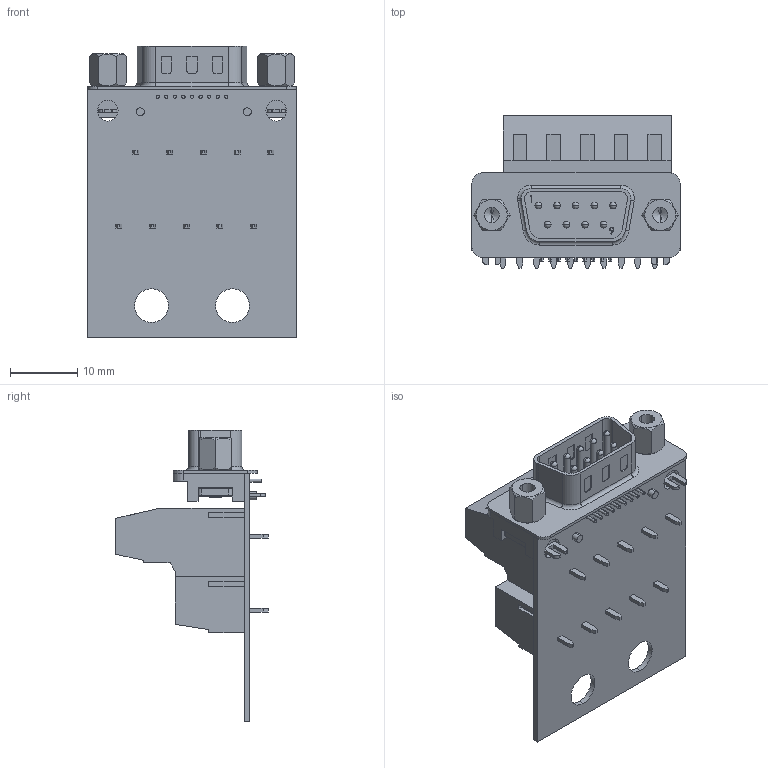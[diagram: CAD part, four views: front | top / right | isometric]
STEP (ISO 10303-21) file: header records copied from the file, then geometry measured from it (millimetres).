
FILE_DESCRIPTION (( 'STEP AP214' ), '1' );
FILE_NAME ('FMCN45980_3D.step', '2023-10-04T16:30:32', ( '' ), ( '' ), 'SwSTEP 2.0', 'SolidWorks 2022', '' );
FILE_SCHEMA (( 'AUTOMOTIVE_DESIGN' ));
Length unit declared in the file: inch
Products named in the file (7): Copy of DGB9MT1-MA3^FMCN45980_.160lg hex x .190 thd; Copy of 3AA02-010^FMCN45980; Copy of ETB19 5 POS^FMCN45980; Copy of DGB9MT1-MA4^FMCN45980_Supplier Connector; Copy of DGB9MT1-MA2^FMCN45980; FMCN45980_3D; Copy of DGB9MT1-MA1^FMCN45980
Assembly tree (8 placements, depth 2):
  FMCN45980_3D
    Copy of DGB9MT1-MA1^FMCN45980
    Copy of ETB19 5 POS^FMCN45980
    Copy of DGB9MT1-MA4^FMCN45980_Supplier Connector
    Copy of DGB9MT1-MA2^FMCN45980
    Copy of 3AA02-010^FMCN45980  x2
    Copy of DGB9MT1-MA3^FMCN45980_.160lg hex x .190 thd  x2
Bounding box: 31.11 x 22.61 x 43.17 mm (x, y, z)
Volume: 8105.2 mm3; surface area: 8546 mm2
Topology: 8 solids, 8 shells, 1012 faces, 2613 edges, 1680 vertices
Faces by surface type: plane 601, cylinder 166, bspline 98, cone 92, torus 29, sphere 26
Entity records: 40042 total; most frequent: CARTESIAN_POINT 11050, ORIENTED_EDGE 4782, DIRECTION 4375, EDGE_CURVE 2391, LINE 1691, VECTOR 1691, VERTEX_POINT 1561, AXIS2_PLACEMENT_3D 1342
